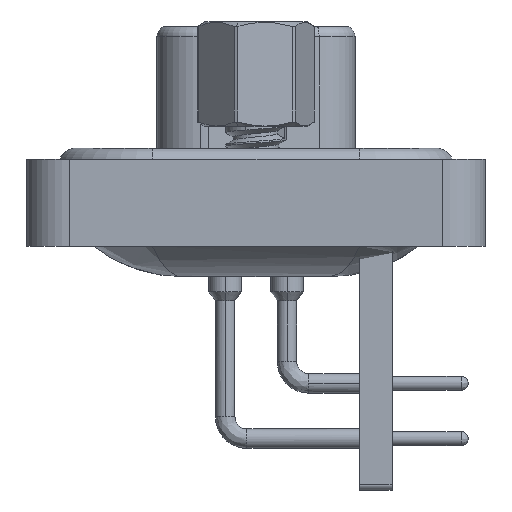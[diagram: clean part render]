
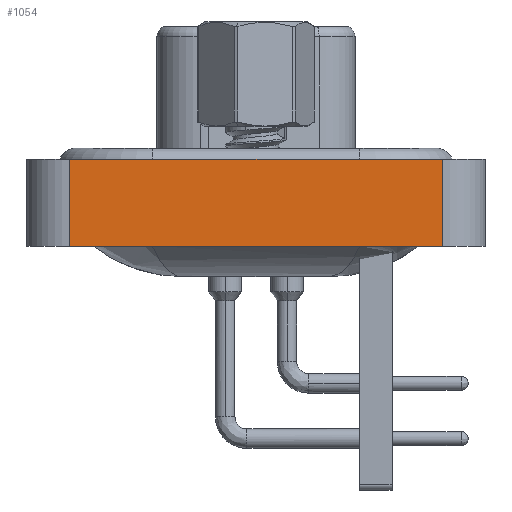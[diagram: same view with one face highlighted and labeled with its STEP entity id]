
A CAD part, left-side view. The second image highlights one B-rep face of the part: STEP entity #1054.
In plain terms, the highlighted planar face has unit normal (-1, 0, 0).
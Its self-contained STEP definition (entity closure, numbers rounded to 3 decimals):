
#38 = AXIS2_PLACEMENT_3D ( 'NONE', #22265, #10876, #20193 ) ;
#1054 = ADVANCED_FACE ( 'NONE', ( #4052 ), #1956, .T. ) ;
#1956 = PLANE ( 'NONE',  #38 ) ;
#3026 = DIRECTION ( 'NONE',  ( 0., -1., 0. ) ) ;
#3322 = LINE ( 'NONE', #16524, #4146 ) ;
#4052 = FACE_OUTER_BOUND ( 'NONE', #12534, .T. ) ;
#4146 = VECTOR ( 'NONE', #12243, 1000. ) ;
#4895 = ORIENTED_EDGE ( 'NONE', *, *, #28166, .T. ) ;
#5768 = LINE ( 'NONE', #26486, #12324 ) ;
#5912 = DIRECTION ( 'NONE',  ( 0., 0., 1. ) ) ;
#7345 = CARTESIAN_POINT ( 'NONE',  ( -7.285, 8.55, -3.6 ) ) ;
#7748 = CARTESIAN_POINT ( 'NONE',  ( -7.285, 8.55, 0.4 ) ) ;
#10162 = VERTEX_POINT ( 'NONE', #10404 ) ;
#10303 = ORIENTED_EDGE ( 'NONE', *, *, #11999, .T. ) ;
#10404 = CARTESIAN_POINT ( 'NONE',  ( -7.285, 8.55, -3.6 ) ) ;
#10876 = DIRECTION ( 'NONE',  ( -1., 0., 0. ) ) ;
#11999 = EDGE_CURVE ( 'NONE', #26769, #23492, #5768, .T. ) ;
#12059 = VECTOR ( 'NONE', #25273, 1000. ) ;
#12243 = DIRECTION ( 'NONE',  ( 0., -1., 0. ) ) ;
#12324 = VECTOR ( 'NONE', #5912, 1000. ) ;
#12534 = EDGE_LOOP ( 'NONE', ( #10303, #17017, #16509, #4895 ) ) ;
#14459 = CARTESIAN_POINT ( 'NONE',  ( -7.285, -8.55, -3.6 ) ) ;
#16452 = VECTOR ( 'NONE', #3026, 1000. ) ;
#16509 = ORIENTED_EDGE ( 'NONE', *, *, #18572, .F. ) ;
#16524 = CARTESIAN_POINT ( 'NONE',  ( -7.285, -8.55, -3.6 ) ) ;
#17017 = ORIENTED_EDGE ( 'NONE', *, *, #28113, .F. ) ;
#18461 = LINE ( 'NONE', #7345, #12059 ) ;
#18572 = EDGE_CURVE ( 'NONE', #10162, #26234, #18461, .T. ) ;
#18738 = LINE ( 'NONE', #23783, #16452 ) ;
#20193 = DIRECTION ( 'NONE',  ( 0., 0., 1. ) ) ;
#22265 = CARTESIAN_POINT ( 'NONE',  ( -7.285, -8.55, -3.6 ) ) ;
#23492 = VERTEX_POINT ( 'NONE', #27144 ) ;
#23783 = CARTESIAN_POINT ( 'NONE',  ( -7.285, -8.55, 0.4 ) ) ;
#25273 = DIRECTION ( 'NONE',  ( 0., 0., 1. ) ) ;
#26234 = VERTEX_POINT ( 'NONE', #7748 ) ;
#26486 = CARTESIAN_POINT ( 'NONE',  ( -7.285, -8.55, -3.6 ) ) ;
#26769 = VERTEX_POINT ( 'NONE', #14459 ) ;
#27144 = CARTESIAN_POINT ( 'NONE',  ( -7.285, -8.55, 0.4 ) ) ;
#28113 = EDGE_CURVE ( 'NONE', #26234, #23492, #18738, .T. ) ;
#28166 = EDGE_CURVE ( 'NONE', #10162, #26769, #3322, .T. ) ;
